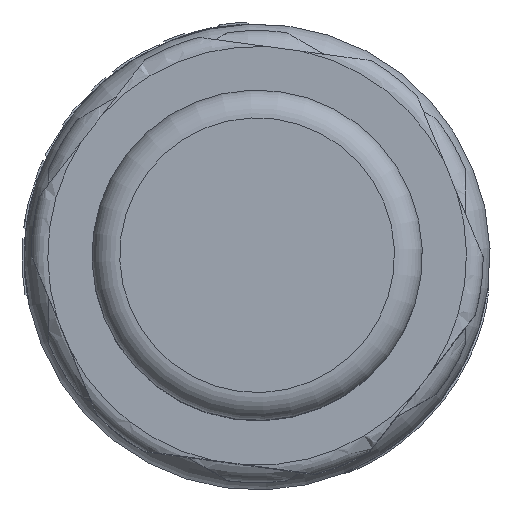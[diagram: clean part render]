
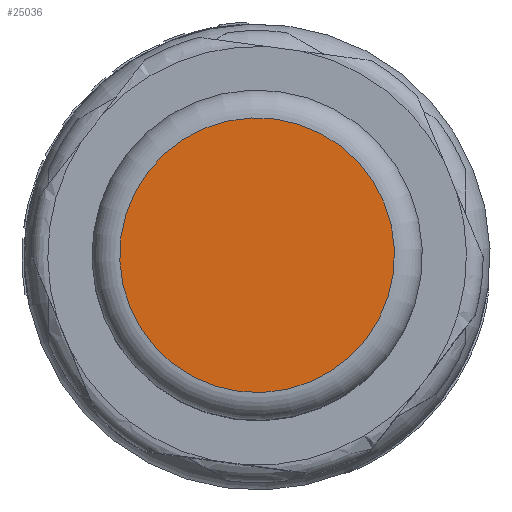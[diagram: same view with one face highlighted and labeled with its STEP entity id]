
A CAD part, top view. The second image highlights one B-rep face of the part: STEP entity #25036.
In plain terms, the highlighted planar face has unit normal (0, 0, 1).
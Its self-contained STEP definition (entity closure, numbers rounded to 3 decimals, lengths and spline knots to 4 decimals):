
#5735=FACE_OUTER_BOUND('',#7091,.T.);
#7091=EDGE_LOOP('',(#20669,#20670));
#8334=CIRCLE('',#27252,0.9875);
#8338=CIRCLE('',#27256,0.9875);
#10522=VERTEX_POINT('',#48666);
#10523=VERTEX_POINT('',#48667);
#13980=EDGE_CURVE('',#10522,#10523,#8334,.T.);
#13984=EDGE_CURVE('',#10523,#10522,#8338,.T.);
#20669=ORIENTED_EDGE('',*,*,#13980,.F.);
#20670=ORIENTED_EDGE('',*,*,#13984,.F.);
#22526=PLANE('',#27258);
#25036=ADVANCED_FACE('',(#5735),#22526,.T.);
#27252=AXIS2_PLACEMENT_3D('',#48668,#32526,#32527);
#27256=AXIS2_PLACEMENT_3D('',#48674,#32534,#32535);
#27258=AXIS2_PLACEMENT_3D('',#48677,#32539,#32540);
#32526=DIRECTION('center_axis',(0.,0.,
-1.));
#32527=DIRECTION('ref_axis',(-0.991,0.133,0.));
#32534=DIRECTION('center_axis',(0.,0.,
-1.));
#32535=DIRECTION('ref_axis',(-0.991,0.133,0.));
#32539=DIRECTION('center_axis',(0.,0.,
1.));
#32540=DIRECTION('ref_axis',(0.991,-0.133,0.));
#48666=CARTESIAN_POINT('',(0.9787,-0.1317,2.315));
#48667=CARTESIAN_POINT('',(-0.9787,0.1317,2.315));
#48668=CARTESIAN_POINT('Origin',(0.,0.,
2.315));
#48674=CARTESIAN_POINT('Origin',(0.,0.,
2.315));
#48677=CARTESIAN_POINT('Origin',(0.,0.,
2.315));
